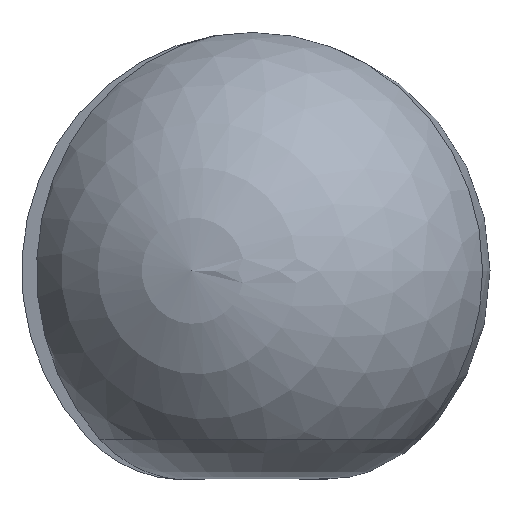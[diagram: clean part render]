
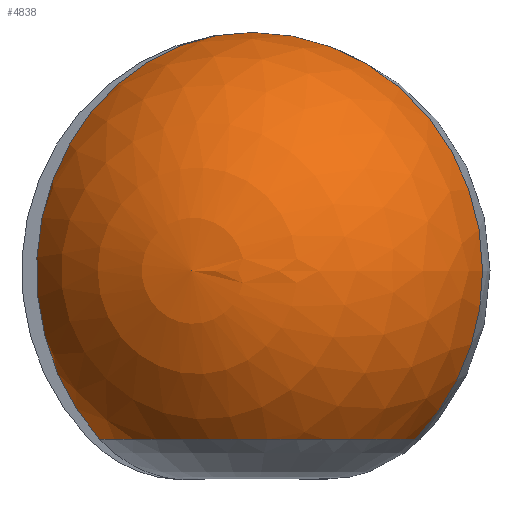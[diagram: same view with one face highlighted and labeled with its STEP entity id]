
A CAD part, front view. The second image highlights one B-rep face of the part: STEP entity #4838.
In plain terms, the highlighted spherical face has radius 2374 mm.
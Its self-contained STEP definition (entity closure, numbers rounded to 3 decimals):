
#2101 = DIRECTION ( 'NONE',  ( 0., -1., 0. ) ) ;
#4838 = ADVANCED_FACE ( 'NONE', ( #49642 ), #48886, .T. ) ;
#5413 = VERTEX_POINT ( 'NONE', #32420 ) ;
#7061 = DIRECTION ( 'NONE',  ( 1., 0., 0. ) ) ;
#8170 = DIRECTION ( 'NONE',  ( 1., 0., 0. ) ) ;
#9021 = DIRECTION ( 'NONE',  ( 0.643, 0., -0.766 ) ) ;
#9219 = CARTESIAN_POINT ( 'NONE',  ( 0., 0., 0. ) ) ;
#11377 = DIRECTION ( 'NONE',  ( 0.766, 0., 0.643 ) ) ;
#12451 = CIRCLE ( 'NONE', #51795, 2374. ) ;
#15791 = AXIS2_PLACEMENT_3D ( 'NONE', #56255, #2101, #7061 ) ;
#16584 = VERTEX_POINT ( 'NONE', #63101 ) ;
#17329 = ORIENTED_EDGE ( 'NONE', *, *, #56511, .T. ) ;
#18487 = CIRCLE ( 'NONE', #32016, 2374. ) ;
#18798 = AXIS2_PLACEMENT_3D ( 'NONE', #41639, #36070, #11377 ) ;
#19121 = EDGE_LOOP ( 'NONE', ( #52881, #17329, #29452 ) ) ;
#25593 = CARTESIAN_POINT ( 'NONE',  ( 0., 2374., 0. ) ) ;
#26034 = CIRCLE ( 'NONE', #15791, 1678.671 ) ;
#28367 = DIRECTION ( 'NONE',  ( -0.766, 0., -0.643 ) ) ;
#29452 = ORIENTED_EDGE ( 'NONE', *, *, #34208, .F. ) ;
#32016 = AXIS2_PLACEMENT_3D ( 'NONE', #32909, #37876, #8170 ) ;
#32420 = CARTESIAN_POINT ( 'NONE',  ( 1285.937, -1678.671, 1079.029 ) ) ;
#32909 = CARTESIAN_POINT ( 'NONE',  ( 0., 0., 0. ) ) ;
#34208 = EDGE_CURVE ( 'NONE', #5413, #16584, #26034, .T. ) ;
#35895 = VERTEX_POINT ( 'NONE', #25593 ) ;
#36070 = DIRECTION ( 'NONE',  ( -0.643, 0., 0.766 ) ) ;
#37876 = DIRECTION ( 'NONE',  ( 0., 0., 1. ) ) ;
#39508 = EDGE_CURVE ( 'NONE', #35895, #5413, #12451, .T. ) ;
#41639 = CARTESIAN_POINT ( 'NONE',  ( 0., 0., 0. ) ) ;
#48886 = SPHERICAL_SURFACE ( 'NONE', #18798, 2374. ) ;
#49642 = FACE_OUTER_BOUND ( 'NONE', #19121, .T. ) ;
#51795 = AXIS2_PLACEMENT_3D ( 'NONE', #9219, #9021, #28367 ) ;
#52881 = ORIENTED_EDGE ( 'NONE', *, *, #39508, .F. ) ;
#56255 = CARTESIAN_POINT ( 'NONE',  ( 0., -1678.671, 0. ) ) ;
#56511 = EDGE_CURVE ( 'NONE', #35895, #16584, #18487, .T. ) ;
#63101 = CARTESIAN_POINT ( 'NONE',  ( -1678.671, -1678.671, 0. ) ) ;
